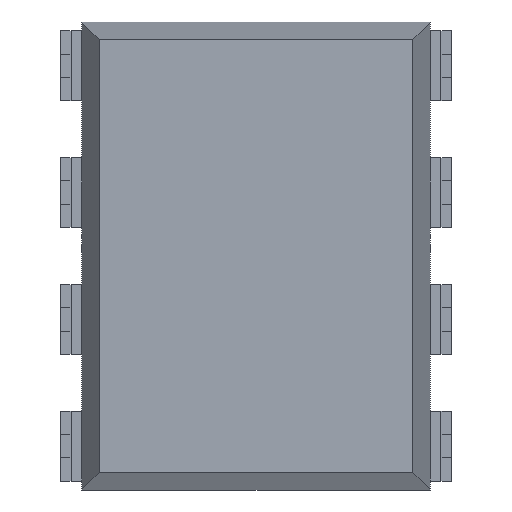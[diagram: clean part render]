
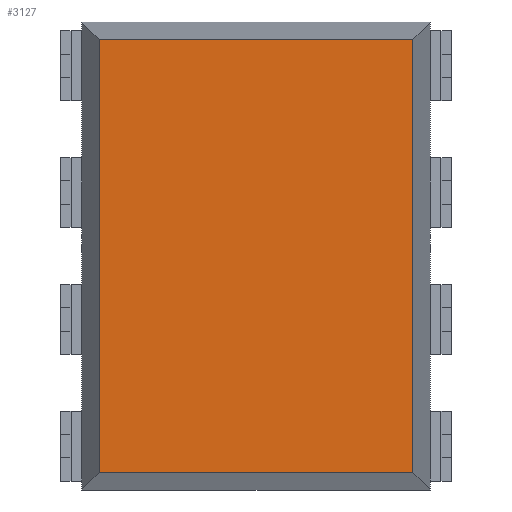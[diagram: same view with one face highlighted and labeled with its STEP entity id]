
A CAD part, front view. The second image highlights one B-rep face of the part: STEP entity #3127.
In plain terms, the highlighted planar face has unit normal (0, -1, 0).
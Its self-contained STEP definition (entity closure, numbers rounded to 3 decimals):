
#28 = VECTOR ( 'NONE', #2048, 1000. ) ;
#65 = FACE_OUTER_BOUND ( 'NONE', #1983, .T. ) ;
#117 = LINE ( 'NONE', #214, #1375 ) ;
#119 = CARTESIAN_POINT ( 'NONE',  ( -3.493, 0.39, -4.337 ) ) ;
#158 = CARTESIAN_POINT ( 'NONE',  ( -3.142, 0.39, 4.337 ) ) ;
#214 = CARTESIAN_POINT ( 'NONE',  ( 3.492, 0.39, 4.337 ) ) ;
#256 = CARTESIAN_POINT ( 'NONE',  ( 3.142, 0.39, -4.337 ) ) ;
#354 = DIRECTION ( 'NONE',  ( 0., -1., 0. ) ) ;
#372 = DIRECTION ( 'NONE',  ( 0., 0., -1. ) ) ;
#424 = ORIENTED_EDGE ( 'NONE', *, *, #2425, .T. ) ;
#603 = CARTESIAN_POINT ( 'NONE',  ( -3.142, 0.39, 4.687 ) ) ;
#612 = CARTESIAN_POINT ( 'NONE',  ( 0., 0.39, 0. ) ) ;
#665 = CARTESIAN_POINT ( 'NONE',  ( 3.142, 0.39, 4.337 ) ) ;
#856 = ORIENTED_EDGE ( 'NONE', *, *, #2028, .T. ) ;
#890 = DIRECTION ( 'NONE',  ( 0., 0., -1. ) ) ;
#1003 = ORIENTED_EDGE ( 'NONE', *, *, #1607, .T. ) ;
#1107 = AXIS2_PLACEMENT_3D ( 'NONE', #612, #354, #890 ) ;
#1160 = VECTOR ( 'NONE', #3491, 1000. ) ;
#1263 = CARTESIAN_POINT ( 'NONE',  ( -3.142, 0.39, -4.337 ) ) ;
#1328 = EDGE_CURVE ( 'NONE', #2071, #2870, #1807, .T. ) ;
#1375 = VECTOR ( 'NONE', #3221, 1000. ) ;
#1607 = EDGE_CURVE ( 'NONE', #2569, #2616, #117, .T. ) ;
#1769 = CARTESIAN_POINT ( 'NONE',  ( 3.142, 0.39, -4.688 ) ) ;
#1807 = LINE ( 'NONE', #119, #28 ) ;
#1929 = LINE ( 'NONE', #1769, #1160 ) ;
#1983 = EDGE_LOOP ( 'NONE', ( #3349, #856, #1003, #424 ) ) ;
#2028 = EDGE_CURVE ( 'NONE', #2870, #2569, #1929, .T. ) ;
#2048 = DIRECTION ( 'NONE',  ( 1., 0., 0. ) ) ;
#2071 = VERTEX_POINT ( 'NONE', #1263 ) ;
#2103 = LINE ( 'NONE', #603, #3129 ) ;
#2425 = EDGE_CURVE ( 'NONE', #2616, #2071, #2103, .T. ) ;
#2569 = VERTEX_POINT ( 'NONE', #665 ) ;
#2616 = VERTEX_POINT ( 'NONE', #158 ) ;
#2870 = VERTEX_POINT ( 'NONE', #256 ) ;
#3121 = PLANE ( 'NONE',  #1107 ) ;
#3127 = ADVANCED_FACE ( 'NONE', ( #65 ), #3121, .T. ) ;
#3129 = VECTOR ( 'NONE', #372, 1000. ) ;
#3221 = DIRECTION ( 'NONE',  ( -1., 0., 0. ) ) ;
#3349 = ORIENTED_EDGE ( 'NONE', *, *, #1328, .T. ) ;
#3491 = DIRECTION ( 'NONE',  ( 0., 0., 1. ) ) ;
